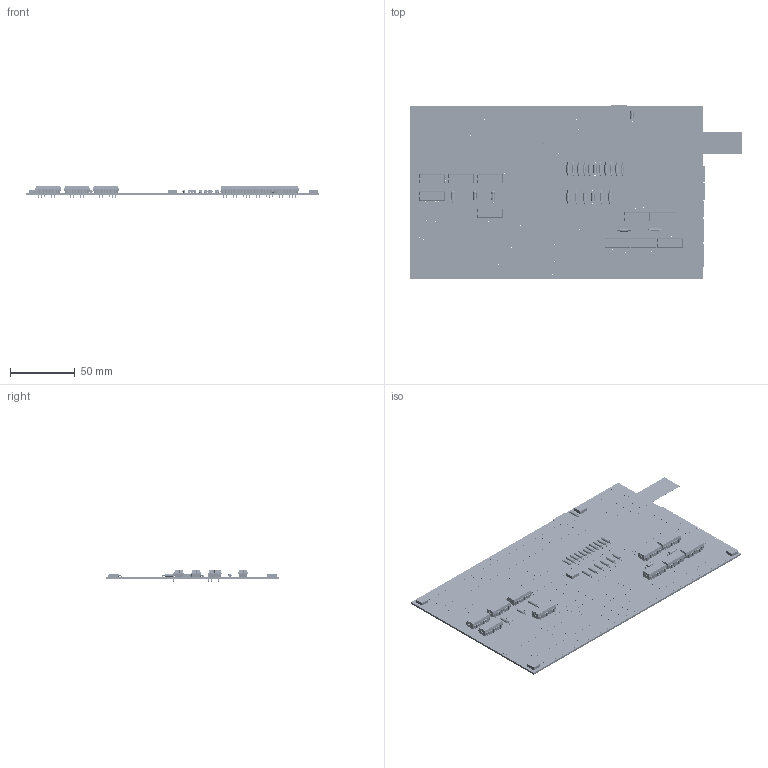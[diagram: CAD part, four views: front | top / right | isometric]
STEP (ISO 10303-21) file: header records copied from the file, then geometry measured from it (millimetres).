
FILE_DESCRIPTION(/* description */ (''),/* implementation_level */ '2;1');
FILE_NAME(/* name */ '338afed3-6550-40b1-b58b-632d40efb1c3.stp',/* time_stamp */ '2021-08-30T11:22:28+00:00',/* author */ (''),/* organization */ (''),/* preprocessor_version */ 'ST-DEVELOPER v18.1',/* originating_system */ 'Autodesk Translation Framework v10.10.0.1391',/* authorisation */ '');
FILE_SCHEMA (('AUTOMOTIVE_DESIGN { 1 0 10303 214 3 1 1 }'));
Length unit declared in the file: millimetre
Products named in the file (27): 338afed3-6550-40b1-b58b-632d40efb1c3; PCB Component; Board; CON_2F; B2B-XH-A(LF)(SN); STRIP_3; STRIP_2; LM324N; 61201021621; 61202021621; SBH11-PBPC-D25-ST-BK; CON_3F; POT_2W_5K; 200R; VS_EDGE_ADJ; OY104KE; BR30X; LED_TONDO; C0U12F; MB6M-E3/45; ULN2003A; TMP37FT9Z; SN74LS244N; 3,3; H11L1M; QYX1H102JTP3TA; UBY2A301MHL
Assembly tree (111 placements, depth 3):
  338afed3-6550-40b1-b58b-632d40efb1c3
    PCB Component
      Board
      CON_2F  x4
      B2B-XH-A(LF)(SN)
      STRIP_3  x6
      STRIP_2  x2
      LM324N  x10
      61201021621  x9
      61202021621  x8
      SBH11-PBPC-D25-ST-BK  x5
      CON_3F  x2
      POT_2W_5K
      200R  x23
      VS_EDGE_ADJ  x5
      OY104KE
      BR30X  x2
      LED_TONDO  x13
      C0U12F
      MB6M-E3/45
      ULN2003A  x2
      TMP37FT9Z
      SN74LS244N  x4
      3,3  x5
      H11L1M
      QYX1H102JTP3TA
      UBY2A301MHL
Bounding box: 256.29 x 134.62 x 9.11 mm (x, y, z)
Volume: 55638.5 mm3; surface area: 97761 mm2
Topology: 110 solids, 110 shells, 4097 faces, 10754 edges, 6933 vertices
Faces by surface type: plane 2594, cylinder 1319, torus 184
Full cylindrical faces by diameter (mm): 0.35 x224, 0.6 x92, 0.762 x10, 0.8 x356, 1 x515, 1.2 x38, 2.375 x23, 2.5 x46, 3.3 x5
Entity records: 57552 total; most frequent: DIRECTION 9872, CARTESIAN_POINT 8745, ORIENTED_EDGE 8554, EDGE_CURVE 4277, AXIS2_PLACEMENT_3D 3956, EDGE_LOOP 3780, VERTEX_POINT 2829, CIRCLE 2315
